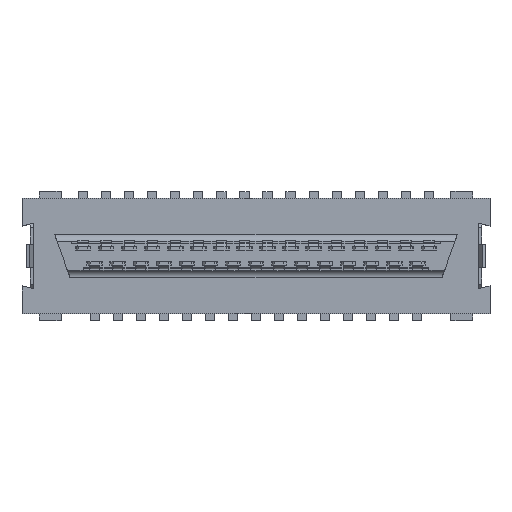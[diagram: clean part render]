
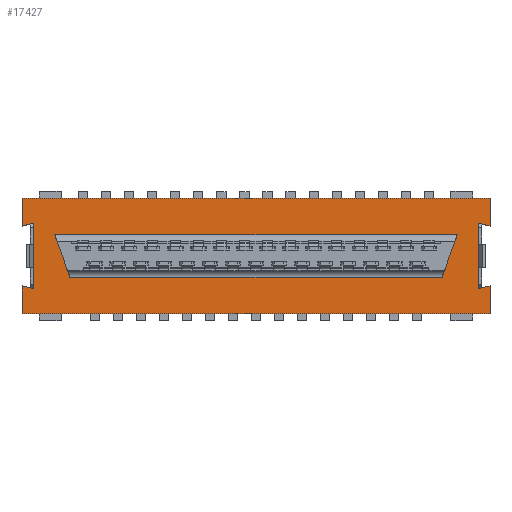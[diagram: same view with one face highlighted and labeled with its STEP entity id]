
A CAD part, top view. The second image highlights one B-rep face of the part: STEP entity #17427.
In plain terms, the highlighted planar face has unit normal (0, 0, 1).
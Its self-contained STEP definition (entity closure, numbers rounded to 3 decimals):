
#53=CARTESIAN_POINT('',(-3.732,0.925,2.04));
#54=VERTEX_POINT('',#53);
#62=CARTESIAN_POINT('',(-3.073,-0.925,2.04));
#63=VERTEX_POINT('',#62);
#64=CARTESIAN_POINT('',(-3.732,0.925,2.04));
#65=DIRECTION('',(0.335,-0.942,0.));
#66=VECTOR('',#65,1.964);
#67=LINE('',#64,#66);
#68=EDGE_CURVE('',#54,#63,#67,.T.);
#8498=CARTESIAN_POINT('',(-5.15,1.3,2.04));
#8499=VERTEX_POINT('',#8498);
#8506=CARTESIAN_POINT('',(-5.15,2.5,2.04));
#8507=VERTEX_POINT('',#8506);
#8508=CARTESIAN_POINT('',(-5.15,1.3,2.04));
#8509=DIRECTION('',(0.,1.,0.));
#8510=VECTOR('',#8509,1.2);
#8511=LINE('',#8508,#8510);
#8512=EDGE_CURVE('',#8499,#8507,#8511,.T.);
#8562=CARTESIAN_POINT('',(-4.65,1.425,2.04));
#8563=VERTEX_POINT('',#8562);
#8570=CARTESIAN_POINT('',(-4.65,1.425,2.04));
#8571=DIRECTION('',(-0.97,-0.243,0.));
#8572=VECTOR('',#8571,0.515);
#8573=LINE('',#8570,#8572);
#8574=EDGE_CURVE('',#8563,#8499,#8573,.T.);
#8635=CARTESIAN_POINT('',(-4.65,-1.425,2.04));
#8636=VERTEX_POINT('',#8635);
#8643=CARTESIAN_POINT('',(-4.65,-1.425,2.04));
#8644=DIRECTION('',(0.,1.,0.));
#8645=VECTOR('',#8644,2.85);
#8646=LINE('',#8643,#8645);
#8647=EDGE_CURVE('',#8636,#8563,#8646,.T.);
#8698=CARTESIAN_POINT('',(-5.15,-1.3,2.04));
#8699=VERTEX_POINT('',#8698);
#8706=CARTESIAN_POINT('',(-5.15,-1.3,2.04));
#8707=DIRECTION('',(0.97,-0.243,0.));
#8708=VECTOR('',#8707,0.515);
#8709=LINE('',#8706,#8708);
#8710=EDGE_CURVE('',#8699,#8636,#8709,.T.);
#8729=CARTESIAN_POINT('',(-5.15,-2.5,2.04));
#8730=VERTEX_POINT('',#8729);
#8737=CARTESIAN_POINT('',(-5.15,-2.5,2.04));
#8738=DIRECTION('',(0.,1.,0.));
#8739=VECTOR('',#8738,1.2);
#8740=LINE('',#8737,#8739);
#8741=EDGE_CURVE('',#8730,#8699,#8740,.T.);
#17336=CARTESIAN_POINT('',(5.,0.,2.04));
#17337=DIRECTION('',(-1.,0.,0.));
#17338=DIRECTION('',(0.,0.,1.));
#17339=AXIS2_PLACEMENT_3D('',#17336,#17338,#17337);
#17340=PLANE('',#17339);
#17341=ORIENTED_EDGE('',*,*,#8512,.F.);
#17342=ORIENTED_EDGE('',*,*,#8574,.F.);
#17343=ORIENTED_EDGE('',*,*,#8647,.F.);
#17344=ORIENTED_EDGE('',*,*,#8710,.F.);
#17345=ORIENTED_EDGE('',*,*,#8741,.F.);
#17346=CARTESIAN_POINT('',(15.15,-2.5,2.04));
#17347=VERTEX_POINT('',#17346);
#17348=CARTESIAN_POINT('',(-5.15,-2.5,2.04));
#17349=DIRECTION('',(1.,0.,0.));
#17350=VECTOR('',#17349,20.3);
#17351=LINE('',#17348,#17350);
#17352=EDGE_CURVE('',#8730,#17347,#17351,.T.);
#17353=ORIENTED_EDGE('',*,*,#17352,.T.);
#17354=CARTESIAN_POINT('',(15.15,-1.3,2.04));
#17355=VERTEX_POINT('',#17354);
#17356=CARTESIAN_POINT('',(15.15,-2.5,2.04));
#17357=DIRECTION('',(0.,1.,0.));
#17358=VECTOR('',#17357,1.2);
#17359=LINE('',#17356,#17358);
#17360=EDGE_CURVE('',#17347,#17355,#17359,.T.);
#17361=ORIENTED_EDGE('',*,*,#17360,.T.);
#17362=CARTESIAN_POINT('',(14.65,-1.425,2.04));
#17363=VERTEX_POINT('',#17362);
#17364=CARTESIAN_POINT('',(15.15,-1.3,2.04));
#17365=DIRECTION('',(-0.97,-0.243,0.));
#17366=VECTOR('',#17365,0.515);
#17367=LINE('',#17364,#17366);
#17368=EDGE_CURVE('',#17355,#17363,#17367,.T.);
#17369=ORIENTED_EDGE('',*,*,#17368,.T.);
#17370=CARTESIAN_POINT('',(14.65,1.425,2.04));
#17371=VERTEX_POINT('',#17370);
#17372=CARTESIAN_POINT('',(14.65,-1.425,2.04));
#17373=DIRECTION('',(0.,1.,0.));
#17374=VECTOR('',#17373,2.85);
#17375=LINE('',#17372,#17374);
#17376=EDGE_CURVE('',#17363,#17371,#17375,.T.);
#17377=ORIENTED_EDGE('',*,*,#17376,.T.);
#17378=CARTESIAN_POINT('',(15.15,1.3,2.04));
#17379=VERTEX_POINT('',#17378);
#17380=CARTESIAN_POINT('',(14.65,1.425,2.04));
#17381=DIRECTION('',(0.97,-0.243,0.));
#17382=VECTOR('',#17381,0.515);
#17383=LINE('',#17380,#17382);
#17384=EDGE_CURVE('',#17371,#17379,#17383,.T.);
#17385=ORIENTED_EDGE('',*,*,#17384,.T.);
#17386=CARTESIAN_POINT('',(15.15,2.5,2.04));
#17387=VERTEX_POINT('',#17386);
#17388=CARTESIAN_POINT('',(15.15,1.3,2.04));
#17389=DIRECTION('',(0.,1.,0.));
#17390=VECTOR('',#17389,1.2);
#17391=LINE('',#17388,#17390);
#17392=EDGE_CURVE('',#17379,#17387,#17391,.T.);
#17393=ORIENTED_EDGE('',*,*,#17392,.T.);
#17394=CARTESIAN_POINT('',(15.15,2.5,2.04));
#17395=DIRECTION('',(-1.,0.,0.));
#17396=VECTOR('',#17395,20.3);
#17397=LINE('',#17394,#17396);
#17398=EDGE_CURVE('',#17387,#8507,#17397,.T.);
#17399=ORIENTED_EDGE('',*,*,#17398,.T.);
#17400=EDGE_LOOP('',(#17341,#17342,#17343,#17344,#17345,#17353,#17361,#17369,#17377,#17385,#17393,#17399));
#17401=FACE_OUTER_BOUND('',#17400,.T.);
#17402=CARTESIAN_POINT('',(13.732,0.925,2.04));
#17403=VERTEX_POINT('',#17402);
#17404=CARTESIAN_POINT('',(13.073,-0.925,2.04));
#17405=VERTEX_POINT('',#17404);
#17406=CARTESIAN_POINT('',(13.732,0.925,2.04));
#17407=DIRECTION('',(-0.335,-0.942,0.));
#17408=VECTOR('',#17407,1.964);
#17409=LINE('',#17406,#17408);
#17410=EDGE_CURVE('',#17403,#17405,#17409,.T.);
#17411=ORIENTED_EDGE('',*,*,#17410,.T.);
#17412=CARTESIAN_POINT('',(13.073,-0.925,2.04));
#17413=DIRECTION('',(-1.,0.,0.));
#17414=VECTOR('',#17413,16.146);
#17415=LINE('',#17412,#17414);
#17416=EDGE_CURVE('',#17405,#63,#17415,.T.);
#17417=ORIENTED_EDGE('',*,*,#17416,.T.);
#17418=ORIENTED_EDGE('',*,*,#68,.F.);
#17419=CARTESIAN_POINT('',(-3.732,0.925,2.04));
#17420=DIRECTION('',(1.,0.,0.));
#17421=VECTOR('',#17420,17.464);
#17422=LINE('',#17419,#17421);
#17423=EDGE_CURVE('',#54,#17403,#17422,.T.);
#17424=ORIENTED_EDGE('',*,*,#17423,.T.);
#17425=EDGE_LOOP('',(#17411,#17417,#17418,#17424));
#17426=FACE_BOUND('',#17425,.T.);
#17427=ADVANCED_FACE('',(#17401,#17426),#17340,.T.);
